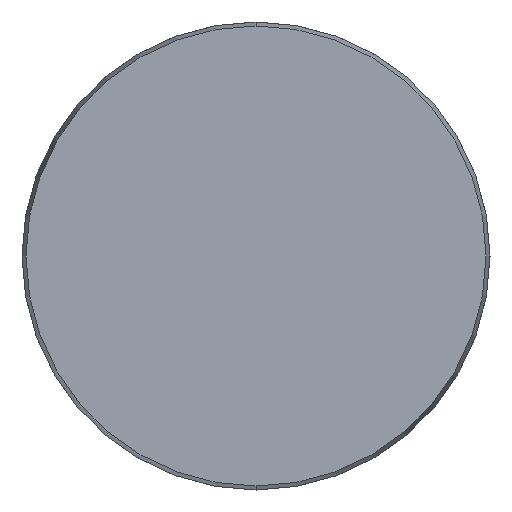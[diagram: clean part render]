
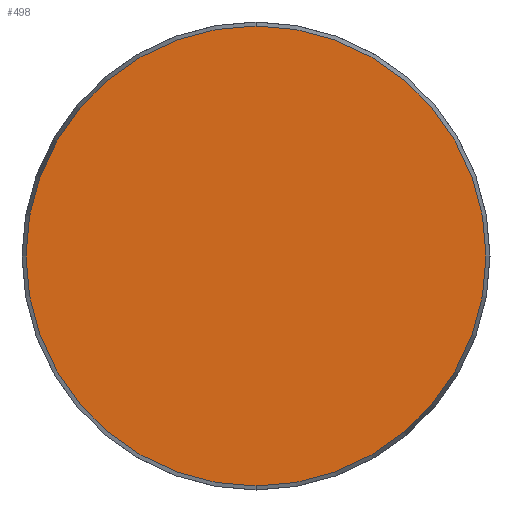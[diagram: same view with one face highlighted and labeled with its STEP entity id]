
A CAD part, front view. The second image highlights one B-rep face of the part: STEP entity #498.
In plain terms, the highlighted planar face has unit normal (0, -1, 0).
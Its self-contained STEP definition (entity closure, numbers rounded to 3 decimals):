
#8 = EDGE_LOOP ( 'NONE', ( #343, #584 ) ) ;
#24 = CIRCLE ( 'NONE', #130, 49.143 ) ;
#27 = CARTESIAN_POINT ( 'NONE',  ( 0., 0., -49.143 ) ) ;
#109 = AXIS2_PLACEMENT_3D ( 'NONE', #282, #354, #657 ) ;
#130 = AXIS2_PLACEMENT_3D ( 'NONE', #150, #336, #785 ) ;
#138 = VERTEX_POINT ( 'NONE', #623 ) ;
#150 = CARTESIAN_POINT ( 'NONE',  ( 0., 0., 0. ) ) ;
#167 = CARTESIAN_POINT ( 'NONE',  ( -49.143, 0., 0. ) ) ;
#245 = VERTEX_POINT ( 'NONE', #27 ) ;
#267 = AXIS2_PLACEMENT_3D ( 'NONE', #167, #738, #352 ) ;
#282 = CARTESIAN_POINT ( 'NONE',  ( 0., 0., 0. ) ) ;
#333 = CIRCLE ( 'NONE', #109, 49.143 ) ;
#336 = DIRECTION ( 'NONE',  ( 0., -1., 0. ) ) ;
#343 = ORIENTED_EDGE ( 'NONE', *, *, #555, .T. ) ;
#352 = DIRECTION ( 'NONE',  ( 0., 0., 1. ) ) ;
#354 = DIRECTION ( 'NONE',  ( 0., -1., 0. ) ) ;
#419 = EDGE_CURVE ( 'NONE', #245, #138, #24, .T. ) ;
#498 = ADVANCED_FACE ( 'NONE', ( #739 ), #789, .F. ) ;
#555 = EDGE_CURVE ( 'NONE', #138, #245, #333, .T. ) ;
#584 = ORIENTED_EDGE ( 'NONE', *, *, #419, .T. ) ;
#623 = CARTESIAN_POINT ( 'NONE',  ( 0., 0., 49.143 ) ) ;
#657 = DIRECTION ( 'NONE',  ( 0., 0., -1. ) ) ;
#738 = DIRECTION ( 'NONE',  ( 0., 1., 0. ) ) ;
#739 = FACE_OUTER_BOUND ( 'NONE', #8, .T. ) ;
#785 = DIRECTION ( 'NONE',  ( 0., 0., -1. ) ) ;
#789 = PLANE ( 'NONE',  #267 ) ;
